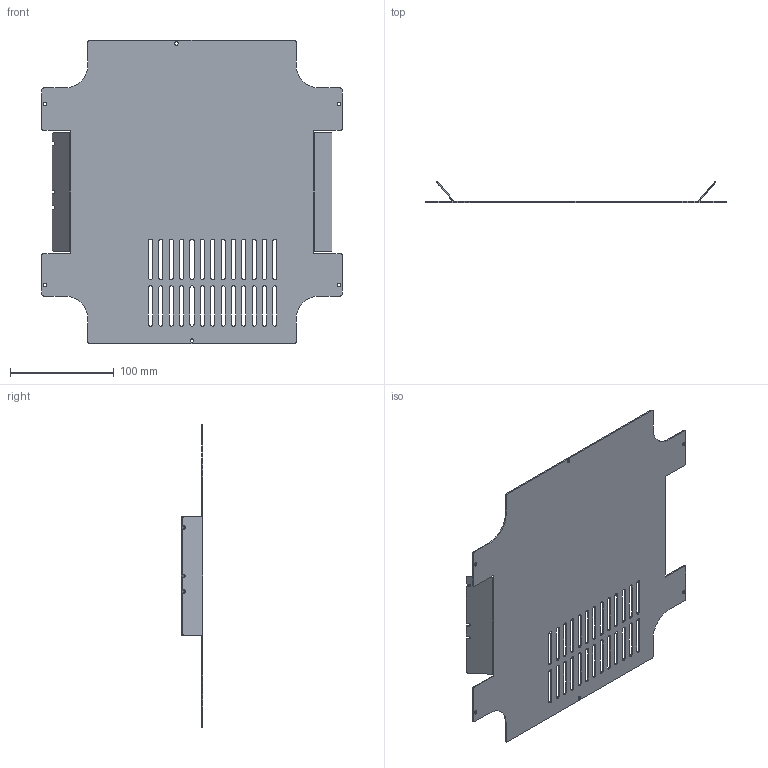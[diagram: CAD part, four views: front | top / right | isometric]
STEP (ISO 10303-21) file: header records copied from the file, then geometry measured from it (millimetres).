
FILE_DESCRIPTION (( 'STEP AP214' ), '1' );
FILE_NAME ('JXHMP4602-01008-b 菁釱猾啣.step', '2024-11-20T12:49:19', ( 'Windows User' ), ( 'P R C' ), 'SwSTEP 2.0', 'SolidWorks 2020', '' );
FILE_SCHEMA (( 'AUTOMOTIVE_DESIGN' ));
Length unit declared in the file: millimetre
Products named in the file (1): JXHMP4602-01008-b 菁釱猾啣
Bounding box: 290 x 20.79 x 293 mm (x, y, z)
Volume: 87020.3 mm3; surface area: 149307.6 mm2
Topology: 1 solids, 1 shells, 219 faces, 643 edges, 426 vertices
Faces by surface type: cylinder 124, plane 95
Entity records: 7523 total; most frequent: DIRECTION 1331, CARTESIAN_POINT 1289, ORIENTED_EDGE 1286, EDGE_CURVE 643, AXIS2_PLACEMENT_3D 468, VERTEX_POINT 426, LINE 395, VECTOR 395
